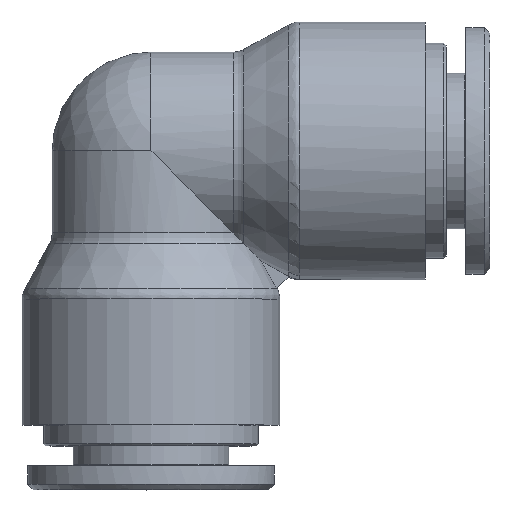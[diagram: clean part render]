
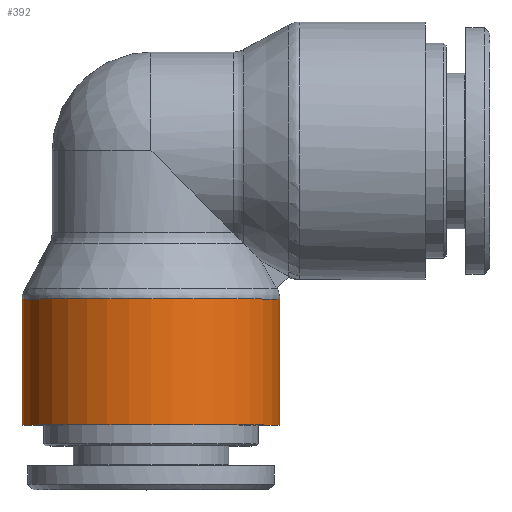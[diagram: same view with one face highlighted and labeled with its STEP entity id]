
A CAD part, top view. The second image highlights one B-rep face of the part: STEP entity #392.
In plain terms, the highlighted cylindrical face has radius 11.75 mm (diameter 23.5 mm), a full revolution.
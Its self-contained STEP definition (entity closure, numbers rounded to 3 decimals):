
#282=CARTESIAN_POINT('',(11.75,-13.514,0.));
#283=VERTEX_POINT('',#282);
#284=CARTESIAN_POINT('',(0.,-13.514,0.0));
#285=DIRECTION('',(0.0,1.0,0.0));
#286=DIRECTION('',(-1.0,0.0,0.0));
#287=AXIS2_PLACEMENT_3D('',#284,#285,#286);
#288=CIRCLE('',#287,11.75);
#289=EDGE_CURVE('',#283,#283,#288,.T.);
#373=CARTESIAN_POINT('',(0.,-19.0,0.0));
#374=DIRECTION('',(0.,-1.0,0.0));
#375=DIRECTION('',(1.0,0.0,0.0));
#376=AXIS2_PLACEMENT_3D('',#373,#374,#375);
#377=CYLINDRICAL_SURFACE('',#376,11.75);
#378=CARTESIAN_POINT('',(11.75,-25.0,0.0));
#379=VERTEX_POINT('',#378);
#380=CARTESIAN_POINT('',(0.,-25.0,0.0));
#381=DIRECTION('',(0.0,-1.0,0.0));
#382=DIRECTION('',(1.0,0.0,0.0));
#383=AXIS2_PLACEMENT_3D('',#380,#381,#382);
#384=CIRCLE('',#383,11.75);
#385=EDGE_CURVE('',#379,#379,#384,.T.);
#386=ORIENTED_EDGE('',*,*,#385,.F.);
#387=EDGE_LOOP('',(#386));
#388=FACE_OUTER_BOUND('',#387,.T.);
#389=ORIENTED_EDGE('',*,*,#289,.F.);
#390=EDGE_LOOP('',(#389));
#391=FACE_BOUND('',#390,.T.);
#392=ADVANCED_FACE('',(#388,#391),#377,.T.);
